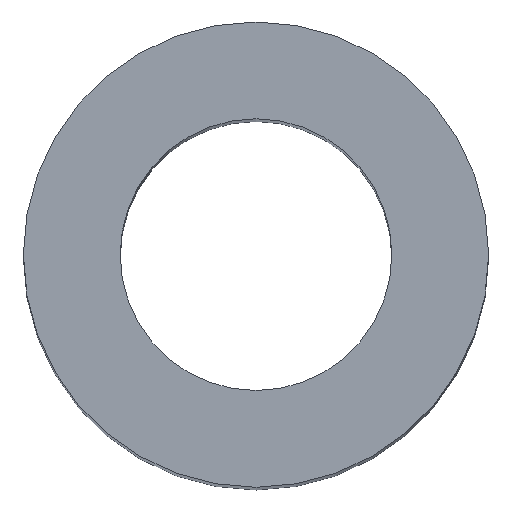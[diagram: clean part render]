
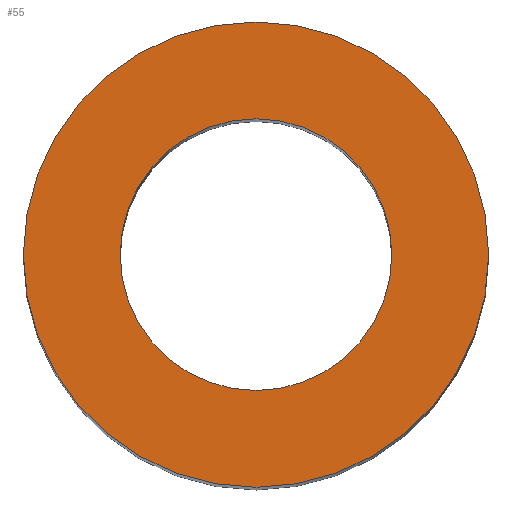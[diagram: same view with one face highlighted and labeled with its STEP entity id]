
A CAD part, top view. The second image highlights one B-rep face of the part: STEP entity #55.
In plain terms, the highlighted planar face has unit normal (0, 0, 1).
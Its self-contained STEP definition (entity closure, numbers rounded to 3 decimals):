
#13=PLANE($,#66);
#17=FACE_BOUND($,#27,.T.);
#18=FACE_BOUND($,#28,.T.);
#27=EDGE_LOOP($,(#47));
#28=EDGE_LOOP($,(#48));
#31=CIRCLE($,#61,2.781);
#33=CIRCLE($,#64,4.763);
#35=VERTEX_POINT($,#88);
#37=VERTEX_POINT($,#93);
#39=EDGE_CURVE($,#35,#35,#31,.T.);
#41=EDGE_CURVE($,#37,#37,#33,.T.);
#47=ORIENTED_EDGE($,*,*,#39,.T.);
#48=ORIENTED_EDGE($,*,*,#41,.T.);
#55=ADVANCED_FACE($,(#17,#18),#13,.T.);
#61=AXIS2_PLACEMENT_3D($,#89,#72,#73);
#64=AXIS2_PLACEMENT_3D($,#94,#78,#79);
#66=AXIS2_PLACEMENT_3D($,#97,#82,#83);
#72=DIRECTION('center_axis',(0.,0.,-1.));
#73=DIRECTION('ref_axis',(-1.,0.,0.));
#78=DIRECTION('center_axis',(0.,0.,1.));
#79=DIRECTION('ref_axis',(-1.,0.,0.));
#82=DIRECTION('center_axis',(0.,0.,1.));
#83=DIRECTION('ref_axis',(1.,0.,0.));
#88=CARTESIAN_POINT('',(2.781,0.,31.75));
#89=CARTESIAN_POINT('Origin',(0.,0.,31.75));
#93=CARTESIAN_POINT('',(4.763,0.,31.75));
#94=CARTESIAN_POINT('Origin',(0.,0.,31.75));
#97=CARTESIAN_POINT('Origin',(0.,0.,
31.75));
